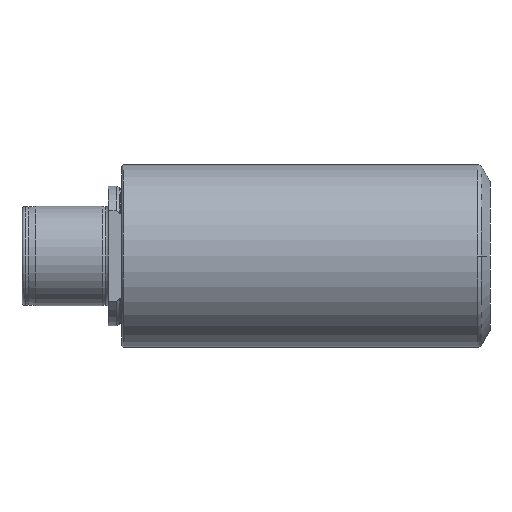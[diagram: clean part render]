
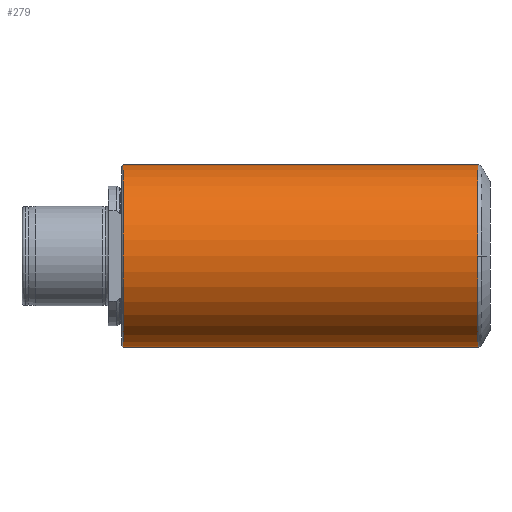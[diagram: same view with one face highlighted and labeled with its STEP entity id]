
A CAD part, front view. The second image highlights one B-rep face of the part: STEP entity #279.
In plain terms, the highlighted cylindrical face has radius 27.5 mm (diameter 55 mm), a partial arc.
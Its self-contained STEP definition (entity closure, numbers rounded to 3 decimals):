
#16 = AXIS2_PLACEMENT_3D ( 'NONE', #955, #1276, #2069 ) ;
#49 = CYLINDRICAL_SURFACE ( 'NONE', #1863, 27.5 ) ;
#246 = CARTESIAN_POINT ( 'NONE',  ( 30.5, 0., -27.5 ) ) ;
#277 = LINE ( 'NONE', #1655, #1455 ) ;
#279 = ADVANCED_FACE ( 'NONE', ( #1354 ), #49, .T. ) ;
#377 = CARTESIAN_POINT ( 'NONE',  ( 30.5, 0., 27.5 ) ) ;
#407 = DIRECTION ( 'NONE',  ( -1., 0., 0. ) ) ;
#413 = VERTEX_POINT ( 'NONE', #246 ) ;
#446 = CARTESIAN_POINT ( 'NONE',  ( 137.247, 0., -27.5 ) ) ;
#450 = CIRCLE ( 'NONE', #16, 27.5 ) ;
#458 = DIRECTION ( 'NONE',  ( 0., 1., 0. ) ) ;
#540 = AXIS2_PLACEMENT_3D ( 'NONE', #1258, #1430, #458 ) ;
#551 = EDGE_CURVE ( 'NONE', #747, #1875, #277, .T. ) ;
#565 = DIRECTION ( 'NONE',  ( -1., 0., 0. ) ) ;
#606 = ORIENTED_EDGE ( 'NONE', *, *, #1091, .F. ) ;
#743 = EDGE_LOOP ( 'NONE', ( #1389, #606, #1858, #2059, #1300 ) ) ;
#747 = VERTEX_POINT ( 'NONE', #1019 ) ;
#774 = EDGE_CURVE ( 'NONE', #1275, #413, #1970, .T. ) ;
#803 = AXIS2_PLACEMENT_3D ( 'NONE', #2076, #1306, #1129 ) ;
#868 = CIRCLE ( 'NONE', #540, 27.5 ) ;
#955 = CARTESIAN_POINT ( 'NONE',  ( 137.247, 0., 0. ) ) ;
#982 = DIRECTION ( 'NONE',  ( 0., 0., 1. ) ) ;
#1019 = CARTESIAN_POINT ( 'NONE',  ( 137.247, 0., 27.5 ) ) ;
#1047 = CARTESIAN_POINT ( 'NONE',  ( 137.247, -27.5, 0. ) ) ;
#1091 = EDGE_CURVE ( 'NONE', #2041, #1275, #450, .T. ) ;
#1129 = DIRECTION ( 'NONE',  ( 0., 0., 1. ) ) ;
#1153 = CIRCLE ( 'NONE', #803, 27.5 ) ;
#1258 = CARTESIAN_POINT ( 'NONE',  ( 137.247, 0., 0. ) ) ;
#1275 = VERTEX_POINT ( 'NONE', #446 ) ;
#1276 = DIRECTION ( 'NONE',  ( 1., 0., 0. ) ) ;
#1300 = ORIENTED_EDGE ( 'NONE', *, *, #1409, .F. ) ;
#1306 = DIRECTION ( 'NONE',  ( -1., 0., 0. ) ) ;
#1354 = FACE_OUTER_BOUND ( 'NONE', #743, .T. ) ;
#1367 = CARTESIAN_POINT ( 'NONE',  ( -7.756, 0., -27.5 ) ) ;
#1389 = ORIENTED_EDGE ( 'NONE', *, *, #774, .F. ) ;
#1409 = EDGE_CURVE ( 'NONE', #413, #1875, #1153, .T. ) ;
#1430 = DIRECTION ( 'NONE',  ( 1., 0., 0. ) ) ;
#1455 = VECTOR ( 'NONE', #565, 1000. ) ;
#1501 = VECTOR ( 'NONE', #407, 1000. ) ;
#1652 = EDGE_CURVE ( 'NONE', #747, #2041, #868, .T. ) ;
#1655 = CARTESIAN_POINT ( 'NONE',  ( -7.756, 0., 27.5 ) ) ;
#1858 = ORIENTED_EDGE ( 'NONE', *, *, #1652, .F. ) ;
#1863 = AXIS2_PLACEMENT_3D ( 'NONE', #1927, #1905, #982 ) ;
#1875 = VERTEX_POINT ( 'NONE', #377 ) ;
#1905 = DIRECTION ( 'NONE',  ( -1., 0., 0. ) ) ;
#1927 = CARTESIAN_POINT ( 'NONE',  ( -7.756, 0., 0. ) ) ;
#1970 = LINE ( 'NONE', #1367, #1501 ) ;
#2041 = VERTEX_POINT ( 'NONE', #1047 ) ;
#2059 = ORIENTED_EDGE ( 'NONE', *, *, #551, .T. ) ;
#2069 = DIRECTION ( 'NONE',  ( 0., 1., 0. ) ) ;
#2076 = CARTESIAN_POINT ( 'NONE',  ( 30.5, 0., 0. ) ) ;
